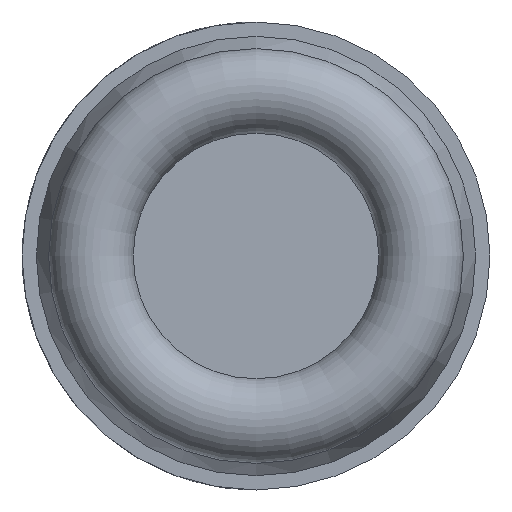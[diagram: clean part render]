
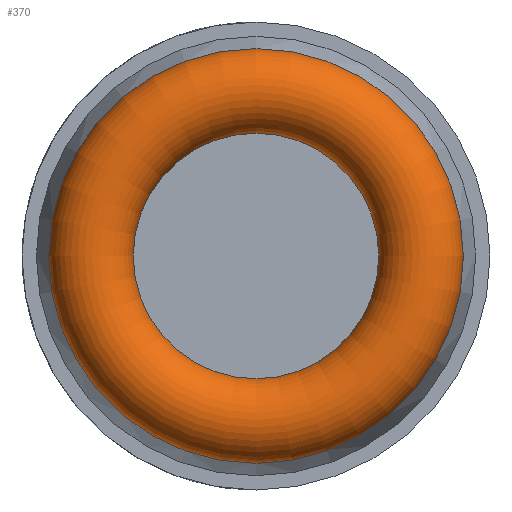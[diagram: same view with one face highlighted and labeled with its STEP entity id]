
A CAD part, left-side view. The second image highlights one B-rep face of the part: STEP entity #370.
In plain terms, the highlighted toroidal (fillet/blend) face has major radius 0.512 mm and minor radius 0.131 mm.
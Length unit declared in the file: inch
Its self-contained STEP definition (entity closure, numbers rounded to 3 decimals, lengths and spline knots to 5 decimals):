
#67 = DIRECTION ( 'NONE',  ( 0., 1., 0. ) ) ;
#68 = DIRECTION ( 'NONE',  ( 1., 0., 0. ) ) ;
#85 = CARTESIAN_POINT ( 'NONE',  ( -0.25983, 0., 0. ) ) ;
#135 = DIRECTION ( 'NONE',  ( 0., 1., 0. ) ) ;
#144 = DIRECTION ( 'NONE',  ( 1., 0., 0. ) ) ;
#151 = DIRECTION ( 'NONE',  ( 1., 0., 0. ) ) ;
#153 = CARTESIAN_POINT ( 'NONE',  ( -0.25983, 0., 0. ) ) ;
#165 = CARTESIAN_POINT ( 'NONE',  ( -0.25983, 0.015, 0. ) ) ;
#171 = CARTESIAN_POINT ( 'NONE',  ( -0.25983, 0., 0. ) ) ;
#194 = CARTESIAN_POINT ( 'NONE',  ( -0.25983, 0.02534, 0. ) ) ;
#250 = DIRECTION ( 'NONE',  ( 0., 1., 0. ) ) ;
#281 = EDGE_CURVE ( 'NONE', #582, #582, #502, .T. ) ;
#311 = AXIS2_PLACEMENT_3D ( 'NONE', #85, #68, #67 ) ;
#319 = AXIS2_PLACEMENT_3D ( 'NONE', #153, #151, #135 ) ;
#331 = AXIS2_PLACEMENT_3D ( 'NONE', #171, #144, #250 ) ;
#354 = EDGE_CURVE ( 'NONE', #601, #601, #527, .T. ) ;
#370 = ADVANCED_FACE ( 'NONE', ( #537, #545 ), #541, .T. ) ;
#392 = EDGE_LOOP ( 'NONE', ( #486 ) ) ;
#401 = EDGE_LOOP ( 'NONE', ( #471 ) ) ;
#471 = ORIENTED_EDGE ( 'NONE', *, *, #354, .T. ) ;
#486 = ORIENTED_EDGE ( 'NONE', *, *, #281, .F. ) ;
#502 = CIRCLE ( 'NONE', #311, 0.02534 ) ;
#527 = CIRCLE ( 'NONE', #319, 0.015 ) ;
#537 = FACE_OUTER_BOUND ( 'NONE', #401, .T. ) ;
#541 = TOROIDAL_SURFACE ( 'NONE', #331, 0.02017, 0.00517 ) ;
#545 = FACE_OUTER_BOUND ( 'NONE', #392, .T. ) ;
#582 = VERTEX_POINT ( 'NONE', #194 ) ;
#601 = VERTEX_POINT ( 'NONE', #165 ) ;
